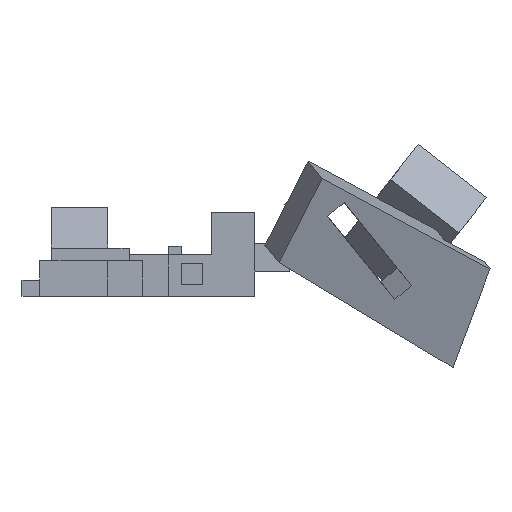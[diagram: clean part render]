
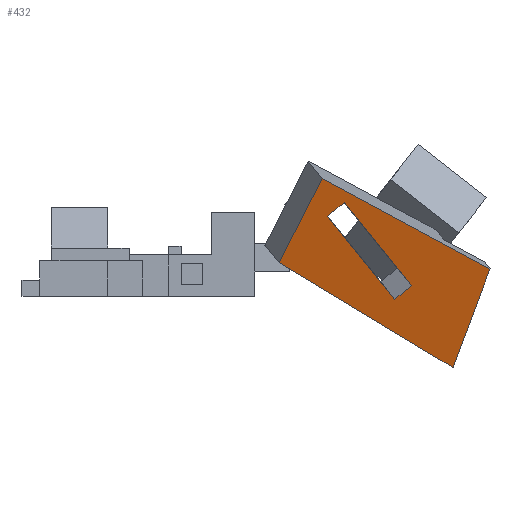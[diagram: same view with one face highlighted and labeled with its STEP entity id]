
A CAD part, left-side view. The second image highlights one B-rep face of the part: STEP entity #432.
In plain terms, the highlighted planar face has unit normal (-0.883, -0.295, -0.365).
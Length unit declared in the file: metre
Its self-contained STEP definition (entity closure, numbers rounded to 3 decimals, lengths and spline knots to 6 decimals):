
#432=ADVANCED_FACE('3:10607',(#604,#605),#606,.F.);
#604=FACE_OUTER_BOUND('',#832,.T.);
#605=FACE_BOUND('',#833,.T.);
#606=PLANE('',#834);
#832=EDGE_LOOP('',(#1091,#1092,#1093,#1094));
#833=EDGE_LOOP('',(#1095,#1096,#1097,#1098));
#834=AXIS2_PLACEMENT_3D('',#1099,#1100,#1101);
#1091=ORIENTED_EDGE('',*,*,#1895,.F.);
#1092=ORIENTED_EDGE('',*,*,#1896,.F.);
#1093=ORIENTED_EDGE('',*,*,#1897,.F.);
#1094=ORIENTED_EDGE('',*,*,#1898,.T.);
#1095=ORIENTED_EDGE('',*,*,#1875,.F.);
#1096=ORIENTED_EDGE('',*,*,#1883,.F.);
#1097=ORIENTED_EDGE('',*,*,#1879,.F.);
#1098=ORIENTED_EDGE('',*,*,#1885,.F.);
#1099=CARTESIAN_POINT('',(-0.013155,-0.016763,-0.025444));
#1100=DIRECTION('',(0.883,0.295,0.365));
#1101=DIRECTION('',(0.0,-0.777,0.629));
#1875=EDGE_CURVE('3:8549',#2139,#2140,#2141,.T.);
#1879=EDGE_CURVE('3:10648',#2147,#2148,#2149,.T.);
#1883=EDGE_CURVE('3:10660',#2148,#2139,#2155,.T.);
#1885=EDGE_CURVE('3:10666',#2140,#2147,#2157,.T.);
#1895=EDGE_CURVE('3:10696',#2173,#2174,#2175,.T.);
#1896=EDGE_CURVE('3:10699',#2176,#2173,#2177,.T.);
#1897=EDGE_CURVE('3:10702',#2178,#2176,#2179,.T.);
#1898=EDGE_CURVE('3:10705',#2178,#2174,#2180,.T.);
#2139=VERTEX_POINT('',#2562);
#2140=VERTEX_POINT('',#2563);
#2141=LINE('',#2564,#2565);
#2147=VERTEX_POINT('',#2574);
#2148=VERTEX_POINT('',#2575);
#2149=LINE('',#2576,#2577);
#2155=LINE('',#2586,#2587);
#2157=LINE('',#2590,#2591);
#2173=VERTEX_POINT('',#2616);
#2174=VERTEX_POINT('',#2617);
#2175=LINE('',#2618,#2619);
#2176=VERTEX_POINT('',#2620);
#2177=LINE('',#2621,#2622);
#2178=VERTEX_POINT('',#2623);
#2179=LINE('',#2624,#2625);
#2180=LINE('',#2626,#2627);
#2562=CARTESIAN_POINT('',(-0.027943,-0.030709,0.021637));
#2563=CARTESIAN_POINT('',(-0.027943,-0.026823,0.018491));
#2564=CARTESIAN_POINT('',(-0.027943,-0.014013,0.008117));
#2565=VECTOR('',#3232,1.0);
#2574=CARTESIAN_POINT('',(-0.014798,-0.042382,-0.000722));
#2575=CARTESIAN_POINT('',(-0.014798,-0.046267,0.002424));
#2576=CARTESIAN_POINT('',(-0.014798,-0.027434,-0.012826));
#2577=VECTOR('',#3236,1.0);
#2586=CARTESIAN_POINT('',(-0.017263,-0.04335,0.006027));
#2587=VECTOR('',#3240,1.0);
#2590=CARTESIAN_POINT('',(-0.017263,-0.039464,0.00288));
#2591=VECTOR('',#3242,1.0);
#2616=CARTESIAN_POINT('',(-0.010338,-0.064394,0.00631));
#2617=CARTESIAN_POINT('',(-0.003765,-0.055853,-0.016512));
#2618=CARTESIAN_POINT('',(-0.010338,-0.064394,0.00631));
#2619=VECTOR('',#3252,1.0);
#2620=CARTESIAN_POINT('',(-0.031934,-0.025623,0.027176));
#2621=CARTESIAN_POINT('',(-0.015502,-0.055123,0.0113));
#2622=VECTOR('',#3253,1.0);
#2623=CARTESIAN_POINT('',(-0.027239,-0.015636,0.007728));
#2624=CARTESIAN_POINT('',(-0.027239,-0.015636,0.007728));
#2625=VECTOR('',#3254,1.0);
#2626=CARTESIAN_POINT('',(-0.007991,-0.048614,-0.012149));
#2627=VECTOR('',#3255,1.0);
#3232=DIRECTION('',(0.,0.777,-0.629));
#3236=DIRECTION('',(0.,-0.777,0.629));
#3240=DIRECTION('',(-0.469,0.556,0.686));
#3242=DIRECTION('',(0.469,-0.556,-0.686));
#3252=DIRECTION('',(0.26,0.338,-0.904));
#3253=DIRECTION('',(0.44,-0.791,-0.425));
#3254=DIRECTION('',(-0.21,-0.447,0.87));
#3255=DIRECTION('',(0.447,-0.766,-0.462));
